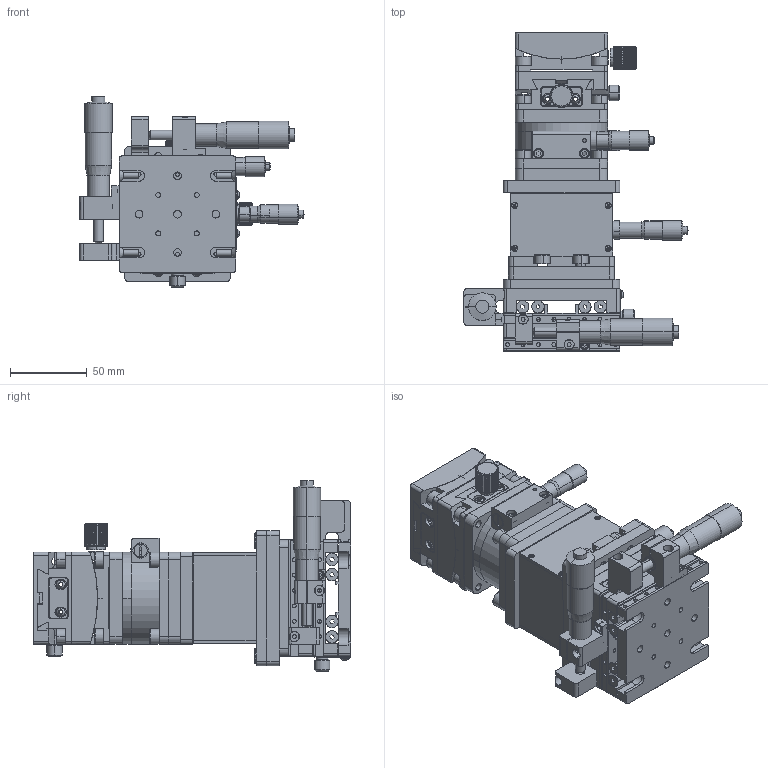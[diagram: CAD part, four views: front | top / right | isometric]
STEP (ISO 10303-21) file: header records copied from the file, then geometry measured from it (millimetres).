
FILE_DESCRIPTION (( 'STEP AP203' ), '1' );
FILE_NAME ('06MTG50-6M.STEP', '2021-07-09T06:06:31', ( '' ), ( '' ), 'SwSTEP 2.0', 'SolidWorks 2020', '' );
FILE_SCHEMA (( 'CONFIG_CONTROL_DESIGN' ));
Length unit declared in the file: millimetre
Products named in the file (1): 06MTG50-6M
Bounding box: 145.9 x 206.95 x 124.1 mm (x, y, z)
Surface area: 204047.4 mm2 (no closed solid volume)
Topology: 0 solids, 148 shells, 1694 faces, 5803 edges, 4184 vertices
Faces by surface type: plane 796, cylinder 672, cone 118, torus 79, sphere 29
Entity records: 67418 total; most frequent: CARTESIAN_POINT 16478, DIRECTION 10920, ORIENTED_EDGE 9254, EDGE_CURVE 5783, VERTEX_POINT 4183, AXIS2_PLACEMENT_3D 3853, LINE 3214, VECTOR 3214
